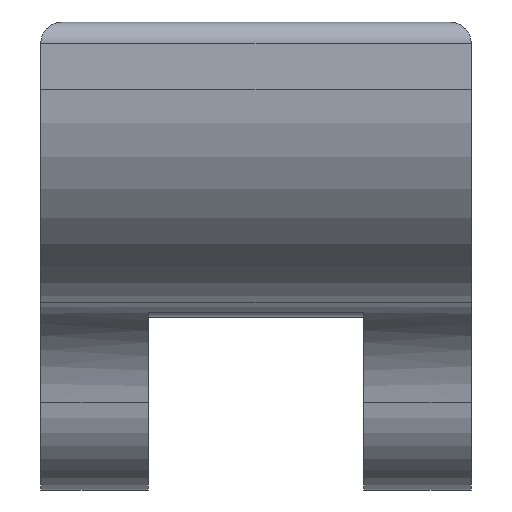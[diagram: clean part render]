
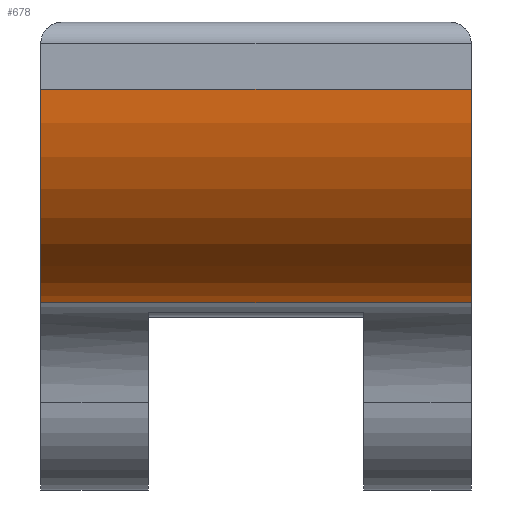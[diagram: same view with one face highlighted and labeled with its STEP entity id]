
A CAD part, top view. The second image highlights one B-rep face of the part: STEP entity #678.
In plain terms, the highlighted cylindrical face has radius 10 mm (diameter 20 mm), a partial arc.
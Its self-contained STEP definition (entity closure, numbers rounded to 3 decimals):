
#33=CYLINDRICAL_SURFACE('',#774,10.);
#87=LINE('',#1192,#132);
#88=LINE('',#1197,#133);
#132=VECTOR('',#976,10.);
#133=VECTOR('',#983,10.);
#177=FACE_OUTER_BOUND('',#221,.T.);
#221=EDGE_LOOP('',(#592,#593,#594,#595));
#266=CIRCLE('',#763,10.);
#275=CIRCLE('',#775,10.);
#335=VERTEX_POINT('',#1173);
#336=VERTEX_POINT('',#1175);
#342=VERTEX_POINT('',#1191);
#343=VERTEX_POINT('',#1195);
#423=EDGE_CURVE('',#336,#335,#266,.T.);
#431=EDGE_CURVE('',#342,#336,#87,.T.);
#433=EDGE_CURVE('',#343,#342,#275,.T.);
#434=EDGE_CURVE('',#335,#343,#88,.T.);
#592=ORIENTED_EDGE('',*,*,#433,.T.);
#593=ORIENTED_EDGE('',*,*,#431,.T.);
#594=ORIENTED_EDGE('',*,*,#423,.T.);
#595=ORIENTED_EDGE('',*,*,#434,.T.);
#678=ADVANCED_FACE('',(#177),#33,.T.);
#763=AXIS2_PLACEMENT_3D('',#1176,#956,#957);
#774=AXIS2_PLACEMENT_3D('',#1194,#979,#980);
#775=AXIS2_PLACEMENT_3D('',#1196,#981,#982);
#956=DIRECTION('center_axis',(-1.,0.,0.));
#957=DIRECTION('ref_axis',(0.,0.,-1.));
#976=DIRECTION('',(1.,0.,0.));
#979=DIRECTION('center_axis',(1.,0.,0.));
#980=DIRECTION('ref_axis',(0.,0.,-1.));
#981=DIRECTION('center_axis',(1.,0.,0.));
#982=DIRECTION('ref_axis',(0.,0.,-1.));
#983=DIRECTION('',(-1.,0.,0.));
#1173=CARTESIAN_POINT('',(58.,19.882,35.));
#1175=CARTESIAN_POINT('',(58.,9.961,26.25));
#1176=CARTESIAN_POINT('Origin',(58.,19.882,25.));
#1191=CARTESIAN_POINT('',(38.,9.961,26.25));
#1192=CARTESIAN_POINT('',(48.,9.961,26.25));
#1194=CARTESIAN_POINT('Origin',(48.,19.882,25.));
#1195=CARTESIAN_POINT('',(38.,19.882,35.));
#1196=CARTESIAN_POINT('Origin',(38.,19.882,25.));
#1197=CARTESIAN_POINT('',(48.,19.882,35.));
